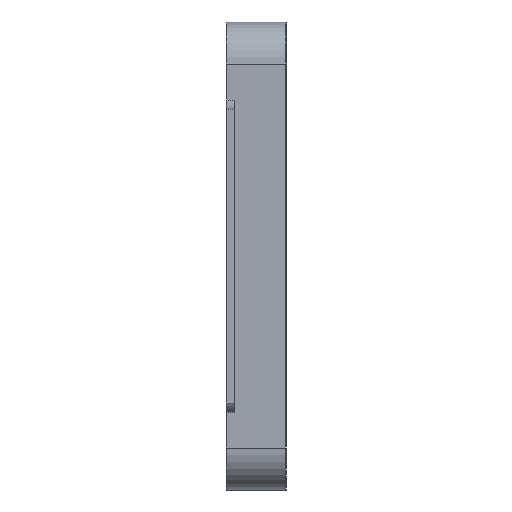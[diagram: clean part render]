
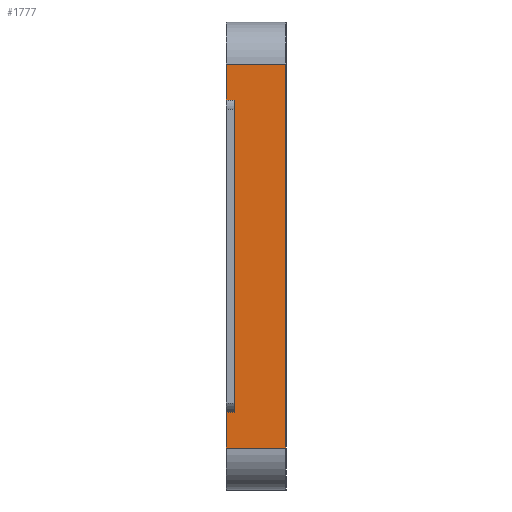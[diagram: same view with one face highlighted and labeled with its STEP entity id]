
A CAD part, left-side view. The second image highlights one B-rep face of the part: STEP entity #1777.
In plain terms, the highlighted planar face has unit normal (-1, 0, 0).
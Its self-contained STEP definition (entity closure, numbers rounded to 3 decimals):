
#13 = VERTEX_POINT ( 'NONE', #2780 ) ;
#25 = EDGE_CURVE ( 'NONE', #1540, #2867, #2832, .T. ) ;
#47 = EDGE_CURVE ( 'NONE', #269, #2640, #2465, .T. ) ;
#208 = ORIENTED_EDGE ( 'NONE', *, *, #2399, .T. ) ;
#269 = VERTEX_POINT ( 'NONE', #599 ) ;
#317 = CARTESIAN_POINT ( 'NONE',  ( -63., 8.5, -26. ) ) ;
#381 = DIRECTION ( 'NONE',  ( 0., 1., 0. ) ) ;
#383 = VERTEX_POINT ( 'NONE', #2520 ) ;
#392 = ORIENTED_EDGE ( 'NONE', *, *, #1127, .F. ) ;
#431 = VECTOR ( 'NONE', #2564, 1000. ) ;
#432 = ORIENTED_EDGE ( 'NONE', *, *, #47, .T. ) ;
#449 = CARTESIAN_POINT ( 'NONE',  ( -63., 10., 32. ) ) ;
#521 = LINE ( 'NONE', #1728, #2342 ) ;
#599 = CARTESIAN_POINT ( 'NONE',  ( -63., 0., -32. ) ) ;
#735 = DIRECTION ( 'NONE',  ( 0., -1., 0. ) ) ;
#817 = VECTOR ( 'NONE', #1996, 1000. ) ;
#826 = ORIENTED_EDGE ( 'NONE', *, *, #1383, .F. ) ;
#831 = CARTESIAN_POINT ( 'NONE',  ( -63., 10., -32. ) ) ;
#894 = CARTESIAN_POINT ( 'NONE',  ( -63., 10., 39. ) ) ;
#903 = DIRECTION ( 'NONE',  ( 0., 0., 1. ) ) ;
#905 = PLANE ( 'NONE',  #2469 ) ;
#910 = CARTESIAN_POINT ( 'NONE',  ( -63., 8.5, 26. ) ) ;
#914 = CARTESIAN_POINT ( 'NONE',  ( -63., 10., 39. ) ) ;
#929 = VECTOR ( 'NONE', #381, 1000. ) ;
#933 = CARTESIAN_POINT ( 'NONE',  ( -63., 10., -32. ) ) ;
#997 = LINE ( 'NONE', #2210, #817 ) ;
#1019 = DIRECTION ( 'NONE',  ( 0., 0., 1. ) ) ;
#1024 = ORIENTED_EDGE ( 'NONE', *, *, #2160, .T. ) ;
#1042 = VECTOR ( 'NONE', #1376, 1000. ) ;
#1079 = LINE ( 'NONE', #933, #1599 ) ;
#1127 = EDGE_CURVE ( 'NONE', #2896, #2867, #997, .T. ) ;
#1146 = DIRECTION ( 'NONE',  ( 1., 0., 0. ) ) ;
#1190 = FACE_OUTER_BOUND ( 'NONE', #2911, .T. ) ;
#1267 = LINE ( 'NONE', #894, #1042 ) ;
#1376 = DIRECTION ( 'NONE',  ( 0., 0., 1. ) ) ;
#1383 = EDGE_CURVE ( 'NONE', #1540, #13, #521, .T. ) ;
#1444 = CARTESIAN_POINT ( 'NONE',  ( -63., 0., 32. ) ) ;
#1447 = ORIENTED_EDGE ( 'NONE', *, *, #25, .T. ) ;
#1516 = VECTOR ( 'NONE', #903, 1000. ) ;
#1540 = VERTEX_POINT ( 'NONE', #317 ) ;
#1599 = VECTOR ( 'NONE', #735, 1000. ) ;
#1728 = CARTESIAN_POINT ( 'NONE',  ( -63., 8.5, -26. ) ) ;
#1777 = ADVANCED_FACE ( 'NONE', ( #1190 ), #905, .F. ) ;
#1996 = DIRECTION ( 'NONE',  ( 0., 0., 1. ) ) ;
#2029 = LINE ( 'NONE', #910, #431 ) ;
#2032 = LINE ( 'NONE', #2496, #929 ) ;
#2065 = CARTESIAN_POINT ( 'NONE',  ( -63., 8.5, -26. ) ) ;
#2113 = ORIENTED_EDGE ( 'NONE', *, *, #2384, .F. ) ;
#2160 = EDGE_CURVE ( 'NONE', #2896, #269, #1079, .T. ) ;
#2210 = CARTESIAN_POINT ( 'NONE',  ( -63., 10., 39. ) ) ;
#2296 = CARTESIAN_POINT ( 'NONE',  ( -63., 0., 39. ) ) ;
#2342 = VECTOR ( 'NONE', #1019, 1000. ) ;
#2384 = EDGE_CURVE ( 'NONE', #383, #2541, #1267, .T. ) ;
#2399 = EDGE_CURVE ( 'NONE', #2640, #2541, #2032, .T. ) ;
#2464 = CARTESIAN_POINT ( 'NONE',  ( -63., 10., -26. ) ) ;
#2465 = LINE ( 'NONE', #2296, #1516 ) ;
#2469 = AXIS2_PLACEMENT_3D ( 'NONE', #914, #1146, #2547 ) ;
#2496 = CARTESIAN_POINT ( 'NONE',  ( -63., 10., 32. ) ) ;
#2520 = CARTESIAN_POINT ( 'NONE',  ( -63., 10., 26. ) ) ;
#2541 = VERTEX_POINT ( 'NONE', #449 ) ;
#2547 = DIRECTION ( 'NONE',  ( 0., 0., -1. ) ) ;
#2564 = DIRECTION ( 'NONE',  ( 0., 1., 0. ) ) ;
#2618 = VECTOR ( 'NONE', #3007, 1000. ) ;
#2640 = VERTEX_POINT ( 'NONE', #1444 ) ;
#2780 = CARTESIAN_POINT ( 'NONE',  ( -63., 8.5, 26. ) ) ;
#2832 = LINE ( 'NONE', #2065, #2618 ) ;
#2860 = ORIENTED_EDGE ( 'NONE', *, *, #2986, .F. ) ;
#2867 = VERTEX_POINT ( 'NONE', #2464 ) ;
#2896 = VERTEX_POINT ( 'NONE', #831 ) ;
#2911 = EDGE_LOOP ( 'NONE', ( #432, #208, #2113, #2860, #826, #1447, #392, #1024 ) ) ;
#2986 = EDGE_CURVE ( 'NONE', #13, #383, #2029, .T. ) ;
#3007 = DIRECTION ( 'NONE',  ( 0., 1., 0. ) ) ;
